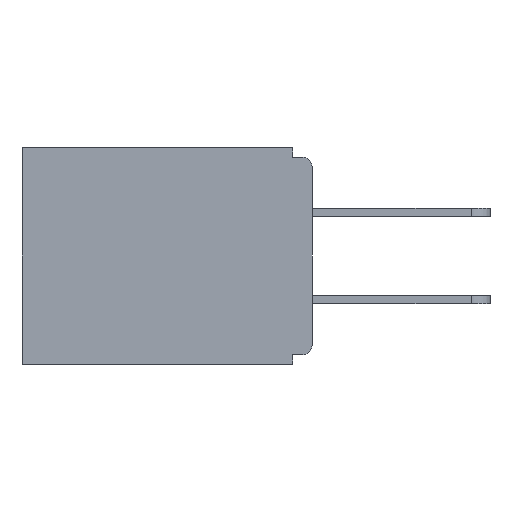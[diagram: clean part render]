
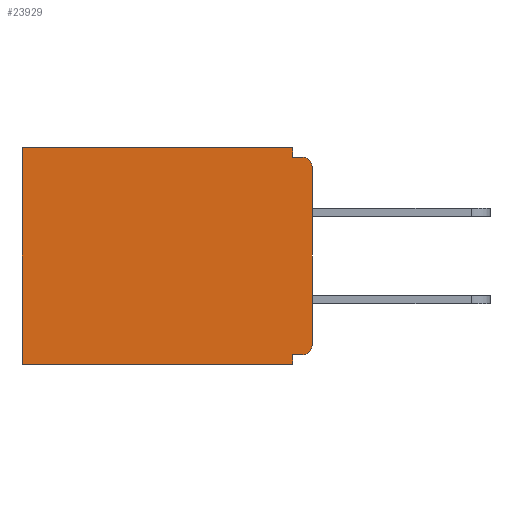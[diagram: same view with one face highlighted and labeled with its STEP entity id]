
A CAD part, left-side view. The second image highlights one B-rep face of the part: STEP entity #23929.
In plain terms, the highlighted planar face has unit normal (-1, 0, 0).
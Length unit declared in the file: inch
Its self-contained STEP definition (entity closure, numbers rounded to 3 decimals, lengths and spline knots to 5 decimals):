
#179 = CARTESIAN_POINT ( 'NONE',  ( 0.298, 0., 0. ) ) ;
#266 = EDGE_CURVE ( 'NONE', #23466, #2125, #10521, .T. ) ;
#446 = DIRECTION ( 'NONE',  ( 0., -1., 0. ) ) ;
#617 = AXIS2_PLACEMENT_3D ( 'NONE', #11163, #12018, #6807 ) ;
#623 = VERTEX_POINT ( 'NONE', #8378 ) ;
#766 = VERTEX_POINT ( 'NONE', #9938 ) ;
#823 = ORIENTED_EDGE ( 'NONE', *, *, #13600, .T. ) ;
#826 = CARTESIAN_POINT ( 'NONE',  ( 0.298, 0., -0.343 ) ) ;
#937 = AXIS2_PLACEMENT_3D ( 'NONE', #7784, #7635, #15172 ) ;
#1650 = EDGE_CURVE ( 'NONE', #12116, #21154, #20334, .T. ) ;
#1725 = VECTOR ( 'NONE', #6674, 39.37008 ) ;
#1734 = VERTEX_POINT ( 'NONE', #14317 ) ;
#2125 = VERTEX_POINT ( 'NONE', #6212 ) ;
#2561 = CARTESIAN_POINT ( 'NONE',  ( 0.298, 0., -0.03 ) ) ;
#2639 = ORIENTED_EDGE ( 'NONE', *, *, #3656, .F. ) ;
#3097 = LINE ( 'NONE', #21018, #19340 ) ;
#3500 = ORIENTED_EDGE ( 'NONE', *, *, #6224, .F. ) ;
#3656 = EDGE_CURVE ( 'NONE', #23466, #623, #9504, .T. ) ;
#4168 = CARTESIAN_POINT ( 'NONE',  ( 0.298, 0., -0.313 ) ) ;
#4638 = VERTEX_POINT ( 'NONE', #12153 ) ;
#4984 = LINE ( 'NONE', #22686, #7343 ) ;
#5675 = CARTESIAN_POINT ( 'NONE',  ( 0.298, 0.031, -0.343 ) ) ;
#6212 = CARTESIAN_POINT ( 'NONE',  ( 0.298, 0.46, 0. ) ) ;
#6224 = EDGE_CURVE ( 'NONE', #4638, #1734, #15105, .T. ) ;
#6674 = DIRECTION ( 'NONE',  ( 0., 0., -1. ) ) ;
#6807 = DIRECTION ( 'NONE',  ( 0., 0., -1. ) ) ;
#7324 = VECTOR ( 'NONE', #20697, 39.37008 ) ;
#7343 = VECTOR ( 'NONE', #446, 39.37008 ) ;
#7635 = DIRECTION ( 'NONE',  ( 1., 0., 0. ) ) ;
#7645 = VECTOR ( 'NONE', #23857, 39.37008 ) ;
#7646 = VECTOR ( 'NONE', #9496, 39.37008 ) ;
#7784 = CARTESIAN_POINT ( 'NONE',  ( 0.298, 0., 0. ) ) ;
#8140 = EDGE_CURVE ( 'NONE', #1734, #18989, #9447, .T. ) ;
#8366 = CARTESIAN_POINT ( 'NONE',  ( 0.298, 0.031, -0.343 ) ) ;
#8378 = CARTESIAN_POINT ( 'NONE',  ( 0.298, 0.031, -0.015 ) ) ;
#8559 = CIRCLE ( 'NONE', #617, 0.015 ) ;
#8687 = ORIENTED_EDGE ( 'NONE', *, *, #22868, .F. ) ;
#8693 = AXIS2_PLACEMENT_3D ( 'NONE', #10690, #10613, #23631 ) ;
#8821 = ORIENTED_EDGE ( 'NONE', *, *, #266, .T. ) ;
#9447 = LINE ( 'NONE', #826, #10320 ) ;
#9496 = DIRECTION ( 'NONE',  ( 0., 1., 0. ) ) ;
#9504 = LINE ( 'NONE', #5675, #22889 ) ;
#9672 = VERTEX_POINT ( 'NONE', #2561 ) ;
#9938 = CARTESIAN_POINT ( 'NONE',  ( 0.298, 0.015, -0.015 ) ) ;
#10320 = VECTOR ( 'NONE', #21836, 39.37008 ) ;
#10521 = LINE ( 'NONE', #179, #7646 ) ;
#10613 = DIRECTION ( 'NONE',  ( -1., 0., 0. ) ) ;
#10690 = CARTESIAN_POINT ( 'NONE',  ( 0.298, 0.015, -0.313 ) ) ;
#10833 = CARTESIAN_POINT ( 'NONE',  ( 0.298, 0.46, 0. ) ) ;
#11163 = CARTESIAN_POINT ( 'NONE',  ( 0.298, 0.015, -0.03 ) ) ;
#11266 = PLANE ( 'NONE',  #937 ) ;
#12018 = DIRECTION ( 'NONE',  ( -1., 0., 0. ) ) ;
#12116 = VERTEX_POINT ( 'NONE', #16724 ) ;
#12153 = CARTESIAN_POINT ( 'NONE',  ( 0.298, 0.031, -0.328 ) ) ;
#12639 = ORIENTED_EDGE ( 'NONE', *, *, #21227, .T. ) ;
#12749 = ORIENTED_EDGE ( 'NONE', *, *, #8140, .F. ) ;
#13600 = EDGE_CURVE ( 'NONE', #2125, #18989, #16919, .T. ) ;
#13763 = FACE_OUTER_BOUND ( 'NONE', #22980, .T. ) ;
#13838 = EDGE_CURVE ( 'NONE', #623, #766, #4984, .T. ) ;
#14254 = EDGE_CURVE ( 'NONE', #12116, #4638, #17156, .T. ) ;
#14317 = CARTESIAN_POINT ( 'NONE',  ( 0.298, 0.031, -0.343 ) ) ;
#14468 = CARTESIAN_POINT ( 'NONE',  ( 0.298, 0.46, -0.343 ) ) ;
#15105 = LINE ( 'NONE', #8366, #1725 ) ;
#15172 = DIRECTION ( 'NONE',  ( 0., 0., -1. ) ) ;
#15516 = DIRECTION ( 'NONE',  ( 0., 0., -1. ) ) ;
#16724 = CARTESIAN_POINT ( 'NONE',  ( 0.298, 0.015, -0.328 ) ) ;
#16919 = LINE ( 'NONE', #10833, #7645 ) ;
#17156 = LINE ( 'NONE', #22006, #7324 ) ;
#17485 = ORIENTED_EDGE ( 'NONE', *, *, #14254, .F. ) ;
#18600 = ORIENTED_EDGE ( 'NONE', *, *, #1650, .T. ) ;
#18989 = VERTEX_POINT ( 'NONE', #14468 ) ;
#19340 = VECTOR ( 'NONE', #15516, 39.37008 ) ;
#19621 = CARTESIAN_POINT ( 'NONE',  ( 0.298, 0.031, 0. ) ) ;
#20334 = CIRCLE ( 'NONE', #8693, 0.015 ) ;
#20697 = DIRECTION ( 'NONE',  ( 0., 1., 0. ) ) ;
#20880 = ORIENTED_EDGE ( 'NONE', *, *, #13838, .F. ) ;
#21018 = CARTESIAN_POINT ( 'NONE',  ( 0.298, 0., 0. ) ) ;
#21154 = VERTEX_POINT ( 'NONE', #4168 ) ;
#21227 = EDGE_CURVE ( 'NONE', #9672, #766, #8559, .T. ) ;
#21836 = DIRECTION ( 'NONE',  ( 0., 1., 0. ) ) ;
#22006 = CARTESIAN_POINT ( 'NONE',  ( 0.298, 0., -0.328 ) ) ;
#22034 = DIRECTION ( 'NONE',  ( 0., 0., -1. ) ) ;
#22686 = CARTESIAN_POINT ( 'NONE',  ( 0.298, 0., -0.015 ) ) ;
#22868 = EDGE_CURVE ( 'NONE', #9672, #21154, #3097, .T. ) ;
#22889 = VECTOR ( 'NONE', #22034, 39.37008 ) ;
#22980 = EDGE_LOOP ( 'NONE', ( #12639, #20880, #2639, #8821, #823, #12749, #3500, #17485, #18600, #8687 ) ) ;
#23466 = VERTEX_POINT ( 'NONE', #19621 ) ;
#23631 = DIRECTION ( 'NONE',  ( 0., 0., -1. ) ) ;
#23857 = DIRECTION ( 'NONE',  ( 0., 0., -1. ) ) ;
#23929 = ADVANCED_FACE ( 'NONE', ( #13763 ), #11266, .F. ) ;
